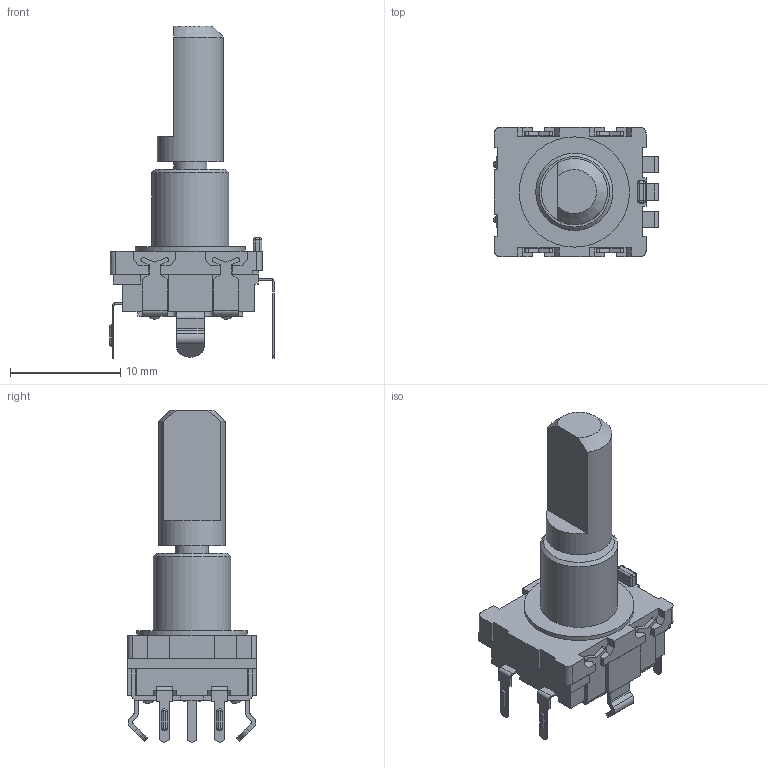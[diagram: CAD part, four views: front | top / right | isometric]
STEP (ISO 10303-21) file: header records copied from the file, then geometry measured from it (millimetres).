
FILE_DESCRIPTION(/* description */ (''),/* implementation_level */ '2;1');
FILE_NAME(/* name */ '4820xx514001 v1.step',/* time_stamp */ '2021-01-08T01:12:45-08:00',/* author */ (''),/* organization */ (''),/* preprocessor_version */ 'ST-DEVELOPER v18.1',/* originating_system */ 'Autodesk Translation Framework v9.7.1.1290',/* authorisation */ '');
FILE_SCHEMA (('AUTOMOTIVE_DESIGN { 1 0 10303 214 3 1 1 }'));
Length unit declared in the file: millimetre
Products named in the file (5): 4820xx514001; 482020714001; contact_plate; pin; pin_short
Assembly tree (7 placements, depth 2):
  4820xx514001
    482020714001
    pin  x3
    pin_short  x2
    contact_plate
Bounding box: 14.9 x 11.7 x 30.1 mm (x, y, z)
Volume: 1416.1 mm3; surface area: 1497.2 mm2
Topology: 7 solids, 7 shells, 426 faces, 1109 edges, 715 vertices
Faces by surface type: plane 315, cylinder 89, bspline 8, torus 8, sphere 4, cone 2
Full cylindrical faces by diameter (mm): 3 x1, 6 x1, 7 x1, 10 x1
Entity records: 11450 total; most frequent: CARTESIAN_POINT 2090, ORIENTED_EDGE 1914, DIRECTION 1879, EDGE_CURVE 957, LINE 775, VECTOR 775, VERTEX_POINT 619, AXIS2_PLACEMENT_3D 552
